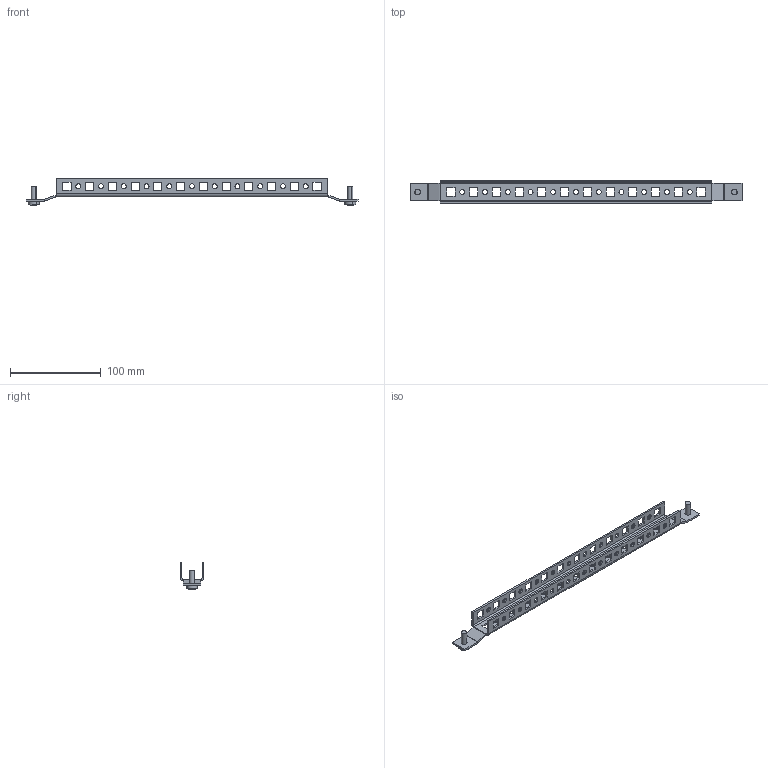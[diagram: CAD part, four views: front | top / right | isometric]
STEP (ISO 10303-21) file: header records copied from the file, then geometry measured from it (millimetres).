
FILE_DESCRIPTION (( 'STEP AP214' ), '1' );
FILE_NAME ('ARN400 Ðåéêà óçêàÿ.step', '2020-11-05T13:39:30', ( '' ), ( '' ), 'SwSTEP 2.0', 'SolidWorks 2019', '' );
FILE_SCHEMA (( 'AUTOMOTIVE_DESIGN' ));
Length unit declared in the file: millimetre
Products named in the file (3): ARN400 Ðåéêà óçêàÿ; AVT001.00.01.17 Ðåéêà óçêàÿ_00; Âèíò ñàìîíàðåçàþùèé Ì6 DIN 7516À_6å16
Assembly tree (3 placements, depth 2):
  ARN400 Ðåéêà óçêàÿ
    AVT001.00.01.17 Ðåéêà óçêàÿ_00
    Âèíò ñàìîíàðåçàþùèé Ì6 DIN 7516À_6å16  x2
Bounding box: 365 x 26 x 29.09 mm (x, y, z)
Volume: 32543.3 mm3; surface area: 37792.5 mm2
Topology: 3 solids, 3 shells, 314 faces, 870 edges, 564 vertices
Faces by surface type: plane 220, cylinder 90, sphere 4
Entity records: 9718 total; most frequent: CARTESIAN_POINT 1643, ORIENTED_EDGE 1632, DIRECTION 1604, EDGE_CURVE 816, VECTOR 626, LINE 626, VERTEX_POINT 528, AXIS2_PLACEMENT_3D 489
